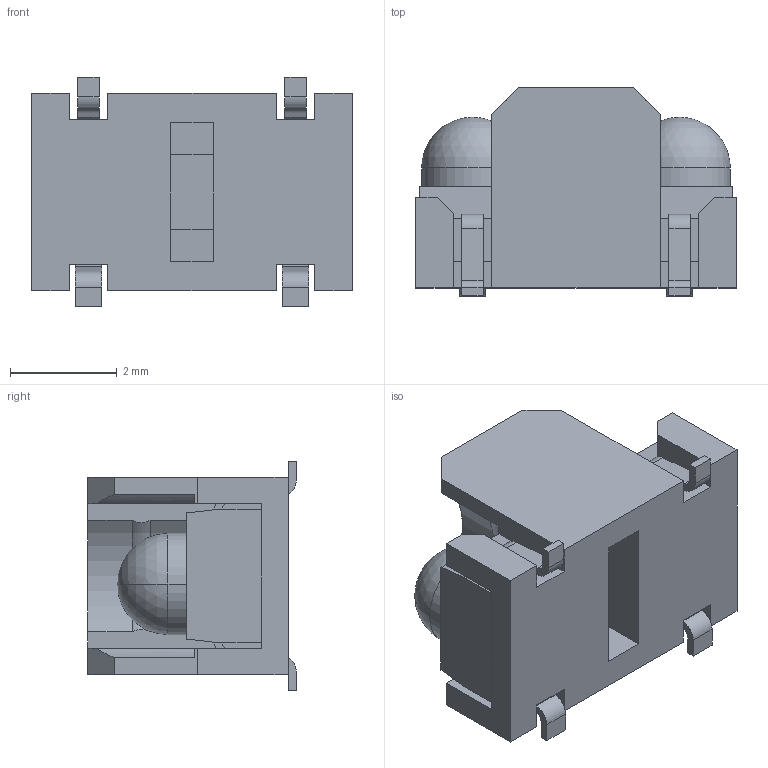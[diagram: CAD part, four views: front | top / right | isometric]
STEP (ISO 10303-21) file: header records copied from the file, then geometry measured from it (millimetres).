
FILE_DESCRIPTION((''),'2;1');
FILE_NAME('tcnd5000-3D.stp','2010-05-11T11:33:19',(''),(''),'Mechanical Desktop 2009','Mechanical Desktop 2009',', , ');
FILE_SCHEMA(('AUTOMOTIVE_DESIGN { 1 2 10303 214 1 1 1 1 }'));
Length unit declared in the file: millimetre
Products named in the file (5): tcnd5000-3D; LED; ANODE; BEINCHEN; HOUSING VAR 2
Assembly tree (7 placements, depth 2):
  tcnd5000-3D
    LED  x2
    ANODE  x2
    BEINCHEN  x2
    HOUSING VAR 2
Bounding box: 6 x 3.9 x 4.3 mm (x, y, z)
Volume: 50.6 mm3; surface area: 200.5 mm2
Topology: 7 solids, 7 shells, 149 faces, 384 edges, 250 vertices
Faces by surface type: plane 111, cylinder 32, sphere 4, torus 2
Entity records: 3615 total; most frequent: CARTESIAN_POINT 660, ORIENTED_EDGE 588, DIRECTION 578, EDGE_CURVE 294, VECTOR 244, LINE 244, VERTEX_POINT 193, AXIS2_PLACEMENT_3D 167
